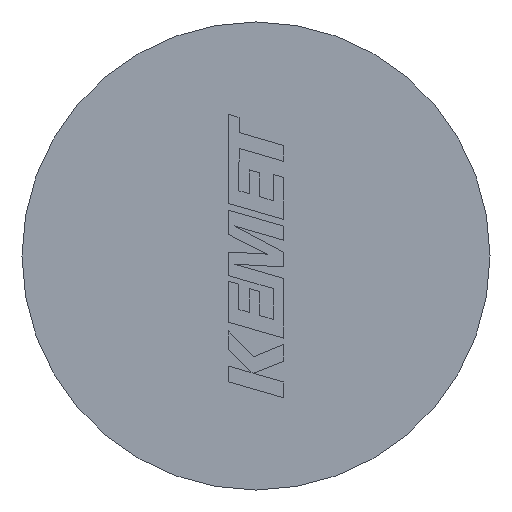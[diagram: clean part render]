
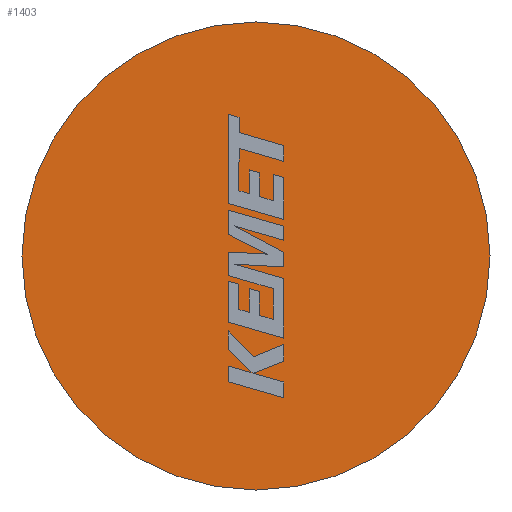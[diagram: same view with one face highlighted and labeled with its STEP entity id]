
A CAD part, left-side view. The second image highlights one B-rep face of the part: STEP entity #1403.
In plain terms, the highlighted planar face has unit normal (-1, 0, 0).
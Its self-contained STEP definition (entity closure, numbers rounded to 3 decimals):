
#140 = AXIS2_PLACEMENT_3D ( 'NONE', #723, #976, #3036 ) ;
#226 = EDGE_CURVE ( 'NONE', #662, #1755, #2671, .T. ) ;
#541 = ORIENTED_EDGE ( 'NONE', *, *, #226, .F. ) ;
#580 = AXIS2_PLACEMENT_3D ( 'NONE', #1254, #3306, #1786 ) ;
#662 = VERTEX_POINT ( 'NONE', #3159 ) ;
#723 = CARTESIAN_POINT ( 'NONE',  ( 0., 0., 0. ) ) ;
#976 = DIRECTION ( 'NONE',  ( 1., 0., 0. ) ) ;
#985 = EDGE_LOOP ( 'NONE', ( #2781, #541 ) ) ;
#1254 = CARTESIAN_POINT ( 'NONE',  ( 0., 0., 0. ) ) ;
#1403 = ADVANCED_FACE ( 'NONE', ( #3129 ), #2386, .F. ) ;
#1638 = DIRECTION ( 'NONE',  ( 1., 0., 0. ) ) ;
#1755 = VERTEX_POINT ( 'NONE', #3181 ) ;
#1786 = DIRECTION ( 'NONE',  ( 0., 0., -1. ) ) ;
#2369 = AXIS2_PLACEMENT_3D ( 'NONE', #2776, #1638, #3068 ) ;
#2386 = PLANE ( 'NONE',  #2369 ) ;
#2671 = CIRCLE ( 'NONE', #140, 8.25 ) ;
#2776 = CARTESIAN_POINT ( 'NONE',  ( 0., 0., 0. ) ) ;
#2781 = ORIENTED_EDGE ( 'NONE', *, *, #3303, .F. ) ;
#3011 = CIRCLE ( 'NONE', #580, 8.25 ) ;
#3036 = DIRECTION ( 'NONE',  ( 0., 0., -1. ) ) ;
#3068 = DIRECTION ( 'NONE',  ( 0., 0., -1. ) ) ;
#3129 = FACE_OUTER_BOUND ( 'NONE', #985, .T. ) ;
#3159 = CARTESIAN_POINT ( 'NONE',  ( 0., 0., -8.25 ) ) ;
#3181 = CARTESIAN_POINT ( 'NONE',  ( 0., 0., 8.25 ) ) ;
#3303 = EDGE_CURVE ( 'NONE', #1755, #662, #3011, .T. ) ;
#3306 = DIRECTION ( 'NONE',  ( 1., 0., 0. ) ) ;
